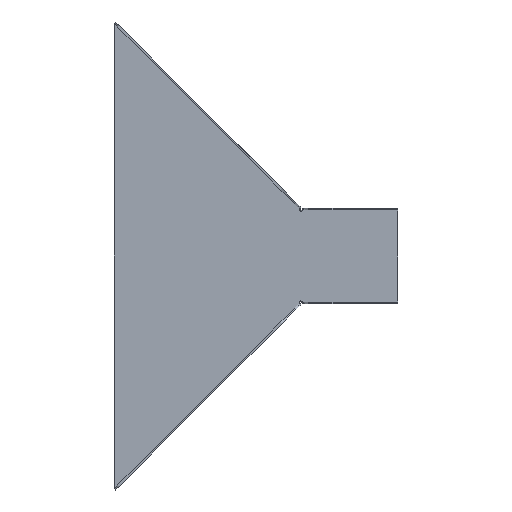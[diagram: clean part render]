
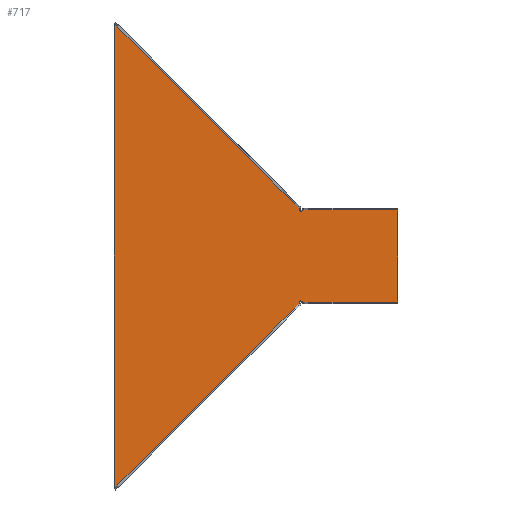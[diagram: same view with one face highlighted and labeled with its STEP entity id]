
A CAD part, front view. The second image highlights one B-rep face of the part: STEP entity #717.
In plain terms, the highlighted planar face has unit normal (0, -1, 0).
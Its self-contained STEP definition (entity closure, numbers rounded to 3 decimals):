
#24=FACE_OUTER_BOUND('',#58,.T.);
#58=EDGE_LOOP('',(#458,#459,#460,#461,#462,#463,#464,#465,#466,#467,#468,
#469,#470,#471));
#90=LINE('',#939,#166);
#97=LINE('',#1229,#173);
#98=LINE('',#1240,#174);
#99=LINE('',#1262,#175);
#100=LINE('',#1264,#176);
#101=LINE('',#1266,#177);
#102=LINE('',#1268,#178);
#103=LINE('',#1270,#179);
#166=VECTOR('',#802,10.);
#173=VECTOR('',#811,10.);
#174=VECTOR('',#812,10.);
#175=VECTOR('',#813,10.);
#176=VECTOR('',#814,10.);
#177=VECTOR('',#815,10.);
#178=VECTOR('',#816,10.);
#179=VECTOR('',#817,10.);
#246=B_SPLINE_CURVE_WITH_KNOTS('',3,(#1231,#1232,#1233,#1234,#1235,#1236,
#1237,#1238),.UNSPECIFIED.,.F.,.F.,(4,2,2,4),(-0.266,-0.193,
-0.104,-0.07),.UNSPECIFIED.);
#247=B_SPLINE_CURVE_WITH_KNOTS('',3,(#1242,#1243,#1244,#1245,#1246,#1247,
#1248,#1249),.UNSPECIFIED.,.F.,.F.,(4,2,2,4),(-0.251,-0.203,
-0.135,-0.065),.UNSPECIFIED.);
#248=B_SPLINE_CURVE_WITH_KNOTS('',3,(#1251,#1252,#1253,#1254,#1255,#1256,
#1257,#1258,#1259,#1260),.UNSPECIFIED.,.F.,.F.,(4,2,2,2,4),(-0.486,
-0.479,-0.383,-0.292,-0.234),
 .UNSPECIFIED.);
#249=B_SPLINE_CURVE_WITH_KNOTS('',3,(#1272,#1273,#1274,#1275,#1276,#1277,
#1278,#1279),.UNSPECIFIED.,.F.,.F.,(4,2,2,4),(-0.251,-0.203,
-0.135,-0.065),.UNSPECIFIED.);
#250=B_SPLINE_CURVE_WITH_KNOTS('',3,(#1280,#1281,#1282,#1283,#1284,#1285,
#1286,#1287,#1288,#1289),.UNSPECIFIED.,.F.,.F.,(4,2,2,2,4),(-0.486,
-0.479,-0.383,-0.292,-0.234),
 .UNSPECIFIED.);
#251=B_SPLINE_CURVE_WITH_KNOTS('',3,(#1290,#1291,#1292,#1293,#1294,#1295,
#1296,#1297,#1298,#1299),.UNSPECIFIED.,.F.,.F.,(4,2,2,2,4),(-1.117,
-1.116,-1.053,-0.979,-0.966),
 .UNSPECIFIED.);
#271=VERTEX_POINT('',#931);
#272=VERTEX_POINT('',#938);
#280=VERTEX_POINT('',#1227);
#281=VERTEX_POINT('',#1228);
#282=VERTEX_POINT('',#1230);
#283=VERTEX_POINT('',#1239);
#284=VERTEX_POINT('',#1241);
#285=VERTEX_POINT('',#1250);
#286=VERTEX_POINT('',#1261);
#287=VERTEX_POINT('',#1263);
#288=VERTEX_POINT('',#1265);
#289=VERTEX_POINT('',#1267);
#290=VERTEX_POINT('',#1269);
#291=VERTEX_POINT('',#1271);
#343=EDGE_CURVE('',#271,#272,#90,.T.);
#353=EDGE_CURVE('',#280,#281,#97,.T.);
#354=EDGE_CURVE('',#280,#282,#246,.T.);
#355=EDGE_CURVE('',#283,#282,#98,.T.);
#356=EDGE_CURVE('',#283,#284,#247,.T.);
#357=EDGE_CURVE('',#284,#285,#248,.T.);
#358=EDGE_CURVE('',#286,#285,#99,.T.);
#359=EDGE_CURVE('',#286,#287,#100,.T.);
#360=EDGE_CURVE('',#288,#287,#101,.T.);
#361=EDGE_CURVE('',#288,#289,#102,.T.);
#362=EDGE_CURVE('',#290,#289,#103,.T.);
#363=EDGE_CURVE('',#290,#291,#249,.T.);
#364=EDGE_CURVE('',#291,#272,#250,.T.);
#365=EDGE_CURVE('',#271,#281,#251,.T.);
#458=ORIENTED_EDGE('',*,*,#353,.F.);
#459=ORIENTED_EDGE('',*,*,#354,.T.);
#460=ORIENTED_EDGE('',*,*,#355,.F.);
#461=ORIENTED_EDGE('',*,*,#356,.T.);
#462=ORIENTED_EDGE('',*,*,#357,.T.);
#463=ORIENTED_EDGE('',*,*,#358,.F.);
#464=ORIENTED_EDGE('',*,*,#359,.T.);
#465=ORIENTED_EDGE('',*,*,#360,.F.);
#466=ORIENTED_EDGE('',*,*,#361,.T.);
#467=ORIENTED_EDGE('',*,*,#362,.F.);
#468=ORIENTED_EDGE('',*,*,#363,.T.);
#469=ORIENTED_EDGE('',*,*,#364,.T.);
#470=ORIENTED_EDGE('',*,*,#343,.F.);
#471=ORIENTED_EDGE('',*,*,#365,.T.);
#655=PLANE('',#773);
#717=ADVANCED_FACE('',(#24),#655,.F.);
#773=AXIS2_PLACEMENT_3D('',#1226,#809,#810);
#802=DIRECTION('',(0.707,0.,-0.707));
#809=DIRECTION('center_axis',(0.,1.,0.));
#810=DIRECTION('ref_axis',(0.,0.,1.));
#811=DIRECTION('',(0.,0.,1.));
#812=DIRECTION('',(-0.707,0.,-0.707));
#813=DIRECTION('',(-1.,0.,0.));
#814=DIRECTION('',(0.,0.,1.));
#815=DIRECTION('',(0.,0.,-1.));
#816=DIRECTION('',(0.,0.,1.));
#817=DIRECTION('',(1.,0.,0.));
#931=CARTESIAN_POINT('',(-153.932,0.,135.343));
#938=CARTESIAN_POINT('',(-49.352,0.,30.763));
#939=CARTESIAN_POINT('',(-60.945,0.,42.356));
#1226=CARTESIAN_POINT('Origin',(-99.287,0.,4.014));
#1227=CARTESIAN_POINT('',(-153.839,0.,-125.808));
#1228=CARTESIAN_POINT('',(-153.839,0.,133.836));
#1229=CARTESIAN_POINT('',(-153.839,0.,-143.486));
#1230=CARTESIAN_POINT('',(-153.932,0.,-127.315));
#1231=CARTESIAN_POINT('Ctrl Pts',(-153.839,0.,
-125.808));
#1232=CARTESIAN_POINT('Ctrl Pts',(-153.884,0.,
-126.055));
#1233=CARTESIAN_POINT('Ctrl Pts',(-153.915,0.,
-126.233));
#1234=CARTESIAN_POINT('Ctrl Pts',(-153.963,0.,
-126.629));
#1235=CARTESIAN_POINT('Ctrl Pts',(-153.975,0.,
-126.843));
#1236=CARTESIAN_POINT('Ctrl Pts',(-153.955,0.,
-127.143));
#1237=CARTESIAN_POINT('Ctrl Pts',(-153.946,0.,-127.228));
#1238=CARTESIAN_POINT('Ctrl Pts',(-153.932,0.,-127.315));
#1239=CARTESIAN_POINT('',(-49.352,0.,-22.735));
#1240=CARTESIAN_POINT('',(-60.945,0.,-34.328));
#1241=CARTESIAN_POINT('',(-49.017,0.,-20.986));
#1242=CARTESIAN_POINT('Ctrl Pts',(-49.352,0.,
-22.735));
#1243=CARTESIAN_POINT('Ctrl Pts',(-49.357,0.,
-22.585));
#1244=CARTESIAN_POINT('Ctrl Pts',(-49.349,0.,
-22.434));
#1245=CARTESIAN_POINT('Ctrl Pts',(-49.305,0.,
-22.063));
#1246=CARTESIAN_POINT('Ctrl Pts',(-49.26,0.,
-21.848));
#1247=CARTESIAN_POINT('Ctrl Pts',(-49.15,0.,
-21.422));
#1248=CARTESIAN_POINT('Ctrl Pts',(-49.084,0.,
-21.207));
#1249=CARTESIAN_POINT('Ctrl Pts',(-49.017,0.,
-20.986));
#1250=CARTESIAN_POINT('',(-47.543,0.,-21.986));
#1251=CARTESIAN_POINT('Ctrl Pts',(-49.017,0.,
-20.986));
#1252=CARTESIAN_POINT('Ctrl Pts',(-49.001,0.,
-20.995));
#1253=CARTESIAN_POINT('Ctrl Pts',(-48.987,0.,
-21.002));
#1254=CARTESIAN_POINT('Ctrl Pts',(-48.783,0.,
-21.111));
#1255=CARTESIAN_POINT('Ctrl Pts',(-48.569,0.,
-21.226));
#1256=CARTESIAN_POINT('Ctrl Pts',(-48.188,0.,
-21.454));
#1257=CARTESIAN_POINT('Ctrl Pts',(-48.007,0.,
-21.575));
#1258=CARTESIAN_POINT('Ctrl Pts',(-47.732,0.,
-21.799));
#1259=CARTESIAN_POINT('Ctrl Pts',(-47.634,0.,
-21.889));
#1260=CARTESIAN_POINT('Ctrl Pts',(-47.543,0.,
-21.986));
#1261=CARTESIAN_POINT('',(6.161,0.,-21.986));
#1262=CARTESIAN_POINT('',(-99.287,0.,-21.986));
#1263=CARTESIAN_POINT('',(6.161,0.,-20.986));
#1264=CARTESIAN_POINT('',(6.161,0.,-8.486));
#1265=CARTESIAN_POINT('',(6.161,0.,29.014));
#1266=CARTESIAN_POINT('',(6.161,0.,41.514));
#1267=CARTESIAN_POINT('',(6.161,0.,30.014));
#1268=CARTESIAN_POINT('',(6.161,0.,-8.486));
#1269=CARTESIAN_POINT('',(-47.543,0.,30.014));
#1270=CARTESIAN_POINT('',(-99.287,0.,30.014));
#1271=CARTESIAN_POINT('',(-49.017,0.,29.014));
#1272=CARTESIAN_POINT('Ctrl Pts',(-47.543,0.,
30.014));
#1273=CARTESIAN_POINT('Ctrl Pts',(-47.646,0.,
29.904));
#1274=CARTESIAN_POINT('Ctrl Pts',(-47.758,0.,
29.803));
#1275=CARTESIAN_POINT('Ctrl Pts',(-48.051,0.,
29.571));
#1276=CARTESIAN_POINT('Ctrl Pts',(-48.236,0.,
29.452));
#1277=CARTESIAN_POINT('Ctrl Pts',(-48.615,0.,
29.228));
#1278=CARTESIAN_POINT('Ctrl Pts',(-48.813,0.,
29.123));
#1279=CARTESIAN_POINT('Ctrl Pts',(-49.017,0.,
29.014));
#1280=CARTESIAN_POINT('Ctrl Pts',(-49.017,0.,
29.014));
#1281=CARTESIAN_POINT('Ctrl Pts',(-49.022,0.,
29.032));
#1282=CARTESIAN_POINT('Ctrl Pts',(-49.027,0.,
29.047));
#1283=CARTESIAN_POINT('Ctrl Pts',(-49.094,0.,
29.268));
#1284=CARTESIAN_POINT('Ctrl Pts',(-49.164,0.,
29.5));
#1285=CARTESIAN_POINT('Ctrl Pts',(-49.272,0.,
29.931));
#1286=CARTESIAN_POINT('Ctrl Pts',(-49.315,0.,
30.145));
#1287=CARTESIAN_POINT('Ctrl Pts',(-49.351,0.,
30.497));
#1288=CARTESIAN_POINT('Ctrl Pts',(-49.356,0.,
30.63));
#1289=CARTESIAN_POINT('Ctrl Pts',(-49.352,0.,
30.763));
#1290=CARTESIAN_POINT('Ctrl Pts',(-153.932,0.,
135.343));
#1291=CARTESIAN_POINT('Ctrl Pts',(-153.932,0.,
135.34));
#1292=CARTESIAN_POINT('Ctrl Pts',(-153.933,0.,
135.337));
#1293=CARTESIAN_POINT('Ctrl Pts',(-153.967,0.,
135.124));
#1294=CARTESIAN_POINT('Ctrl Pts',(-153.973,0.,
134.918));
#1295=CARTESIAN_POINT('Ctrl Pts',(-153.946,0.,
134.458));
#1296=CARTESIAN_POINT('Ctrl Pts',(-153.906,0.,
134.211));
#1297=CARTESIAN_POINT('Ctrl Pts',(-153.855,0.,
133.924));
#1298=CARTESIAN_POINT('Ctrl Pts',(-153.847,0.,
133.88));
#1299=CARTESIAN_POINT('Ctrl Pts',(-153.839,0.,
133.836));
